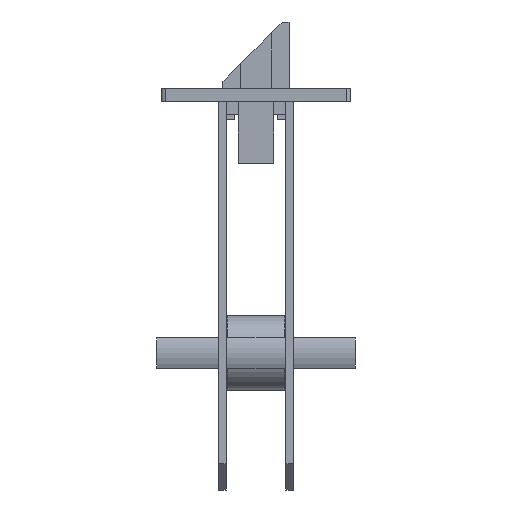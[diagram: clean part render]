
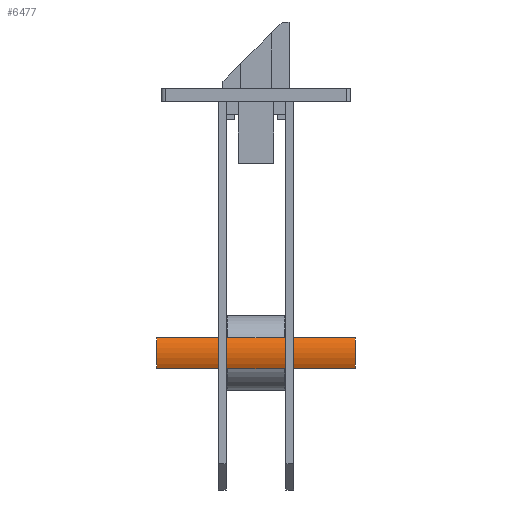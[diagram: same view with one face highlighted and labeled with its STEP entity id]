
A CAD part, front view. The second image highlights one B-rep face of the part: STEP entity #6477.
In plain terms, the highlighted cylindrical face has radius 7.5 mm (diameter 15 mm), a partial arc.
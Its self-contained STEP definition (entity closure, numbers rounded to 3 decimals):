
#583 = DIRECTION ( 'NONE',  ( 0., 0., -1. ) ) ;
#1806 = VERTEX_POINT ( 'NONE', #9071 ) ;
#2690 = AXIS2_PLACEMENT_3D ( 'NONE', #13476, #2998, #7388 ) ;
#2998 = DIRECTION ( 'NONE',  ( -1., 0., 0. ) ) ;
#3117 = ORIENTED_EDGE ( 'NONE', *, *, #8809, .F. ) ;
#3167 = VERTEX_POINT ( 'NONE', #14372 ) ;
#4048 = EDGE_CURVE ( 'NONE', #5183, #3167, #14885, .T. ) ;
#4502 = CARTESIAN_POINT ( 'NONE',  ( -47.902, -5.133, -62. ) ) ;
#5091 = FACE_OUTER_BOUND ( 'NONE', #16401, .T. ) ;
#5183 = VERTEX_POINT ( 'NONE', #7757 ) ;
#5378 = CARTESIAN_POINT ( 'NONE',  ( -47.902, 1.5, -58.5 ) ) ;
#6210 = CIRCLE ( 'NONE', #17471, 7.5 ) ;
#6267 = VECTOR ( 'NONE', #19396, 1000. ) ;
#6477 = ADVANCED_FACE ( 'NONE', ( #5091 ), #15357, .T. ) ;
#7388 = DIRECTION ( 'NONE',  ( 0., 1., 0. ) ) ;
#7757 = CARTESIAN_POINT ( 'NONE',  ( -22.5, -5.133, -55. ) ) ;
#8809 = EDGE_CURVE ( 'NONE', #3167, #8831, #6210, .T. ) ;
#8831 = VERTEX_POINT ( 'NONE', #11250 ) ;
#9071 = CARTESIAN_POINT ( 'NONE',  ( -22.5, -5.133, -62. ) ) ;
#9190 = CARTESIAN_POINT ( 'NONE',  ( 22.5, 1.5, -58.5 ) ) ;
#9990 = DIRECTION ( 'NONE',  ( 0., 0., -1. ) ) ;
#11250 = CARTESIAN_POINT ( 'NONE',  ( 22.5, -5.133, -62. ) ) ;
#12521 = LINE ( 'NONE', #4502, #18229 ) ;
#13476 = CARTESIAN_POINT ( 'NONE',  ( -22.5, 1.5, -58.5 ) ) ;
#13857 = EDGE_CURVE ( 'NONE', #1806, #5183, #19255, .T. ) ;
#13904 = ORIENTED_EDGE ( 'NONE', *, *, #17662, .T. ) ;
#14372 = CARTESIAN_POINT ( 'NONE',  ( 22.5, -5.133, -55. ) ) ;
#14885 = LINE ( 'NONE', #17681, #6267 ) ;
#15301 = ORIENTED_EDGE ( 'NONE', *, *, #4048, .F. ) ;
#15357 = CYLINDRICAL_SURFACE ( 'NONE', #17690, 7.5 ) ;
#16274 = ORIENTED_EDGE ( 'NONE', *, *, #13857, .F. ) ;
#16401 = EDGE_LOOP ( 'NONE', ( #16274, #13904, #3117, #15301 ) ) ;
#17158 = DIRECTION ( 'NONE',  ( 1., 0., 0. ) ) ;
#17471 = AXIS2_PLACEMENT_3D ( 'NONE', #9190, #18386, #583 ) ;
#17662 = EDGE_CURVE ( 'NONE', #1806, #8831, #12521, .T. ) ;
#17681 = CARTESIAN_POINT ( 'NONE',  ( -47.902, -5.133, -55. ) ) ;
#17690 = AXIS2_PLACEMENT_3D ( 'NONE', #5378, #19193, #9990 ) ;
#18229 = VECTOR ( 'NONE', #17158, 1000. ) ;
#18386 = DIRECTION ( 'NONE',  ( 1., 0., 0. ) ) ;
#19193 = DIRECTION ( 'NONE',  ( 1., 0., 0. ) ) ;
#19255 = CIRCLE ( 'NONE', #2690, 7.5 ) ;
#19396 = DIRECTION ( 'NONE',  ( 1., 0., 0. ) ) ;
